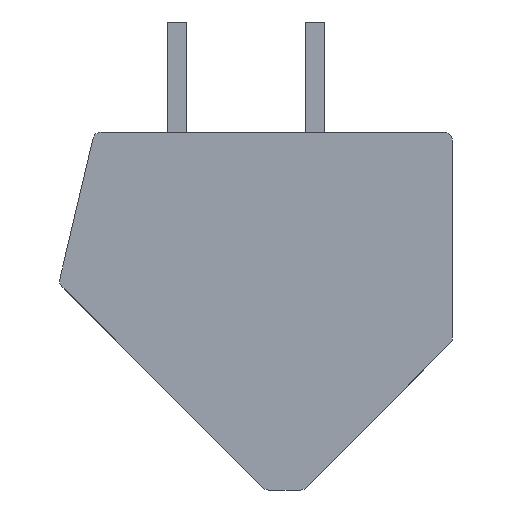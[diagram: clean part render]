
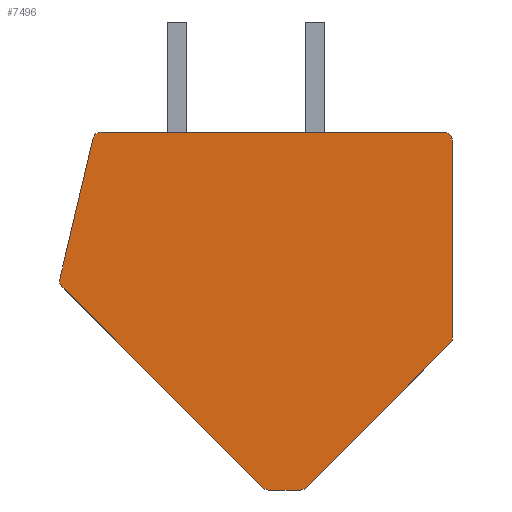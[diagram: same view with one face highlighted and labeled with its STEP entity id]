
A CAD part, front view. The second image highlights one B-rep face of the part: STEP entity #7496.
In plain terms, the highlighted planar face has unit normal (0, -1, 0).
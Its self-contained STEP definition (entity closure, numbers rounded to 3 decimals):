
#1383=CARTESIAN_POINT('',(1.626,-3.54,-6.2));
#1384=DIRECTION('',(0.,-1.,0.));
#1385=DIRECTION('',(0.,0.,-1.));
#1386=AXIS2_PLACEMENT_3D('',#1383,#1384,#1385);
#1388=DIRECTION('',(1.,0.,0.));
#1389=VECTOR('',#1388,1.151);
#1390=CARTESIAN_POINT('',(0.474,-3.54,-6.5));
#1391=LINE('',#1390,#1389);
#1392=CARTESIAN_POINT('',(0.474,-3.54,-6.2));
#1393=DIRECTION('',(0.,-1.,0.));
#1394=DIRECTION('',(-0.707,0.,-0.707));
#1395=AXIS2_PLACEMENT_3D('',#1392,#1393,#1394);
#1397=DIRECTION('',(0.707,0.,-0.707));
#1398=VECTOR('',#1397,10.315);
#1399=CARTESIAN_POINT('',(-7.032,-3.54,0.882));
#1400=LINE('',#1399,#1398);
#1401=CARTESIAN_POINT('',(-6.82,-3.54,1.094));
#1402=DIRECTION('',(0.,-1.,0.));
#1403=DIRECTION('',(-0.973,0.,0.23));
#1404=AXIS2_PLACEMENT_3D('',#1401,#1402,#1403);
#1406=DIRECTION('',(-0.23,0.,-0.973));
#1407=VECTOR('',#1406,5.247);
#1408=CARTESIAN_POINT('',(-5.905,-3.54,6.269));
#1409=LINE('',#1408,#1407);
#1410=CARTESIAN_POINT('',(-5.613,-3.54,6.2));
#1411=DIRECTION('',(0.,-1.,0.));
#1412=DIRECTION('',(0.,0.,1.));
#1413=AXIS2_PLACEMENT_3D('',#1410,#1411,#1412);
#1415=DIRECTION('',(-1.,0.,0.));
#1416=VECTOR('',#1415,12.463);
#1417=CARTESIAN_POINT('',(6.85,-3.54,6.5));
#1418=LINE('',#1417,#1416);
#1419=CARTESIAN_POINT('',(6.85,-3.54,6.2));
#1420=DIRECTION('',(0.,-1.,0.));
#1421=DIRECTION('',(1.,0.,0.));
#1422=AXIS2_PLACEMENT_3D('',#1419,#1420,#1421);
#1424=DIRECTION('',(0.,0.,1.));
#1425=VECTOR('',#1424,7.176);
#1426=CARTESIAN_POINT('',(7.15,-3.54,-0.976));
#1427=LINE('',#1426,#1425);
#1428=CARTESIAN_POINT('',(6.85,-3.54,-0.976));
#1429=DIRECTION('',(0.,-1.,0.));
#1430=DIRECTION('',(0.707,0.,-0.707));
#1431=AXIS2_PLACEMENT_3D('',#1428,#1429,#1430);
#1433=DIRECTION('',(0.707,0.,0.707));
#1434=VECTOR('',#1433,7.388);
#1435=CARTESIAN_POINT('',(1.838,-3.54,-6.412));
#1436=LINE('',#1435,#1434);
#4917=CARTESIAN_POINT('',(1.626,-3.54,-6.5));
#4918=CARTESIAN_POINT('',(1.838,-3.54,-6.412));
#4919=VERTEX_POINT('',#4917);
#4920=VERTEX_POINT('',#4918);
#4921=CARTESIAN_POINT('',(7.062,-3.54,-1.188));
#4922=VERTEX_POINT('',#4921);
#4923=CARTESIAN_POINT('',(7.15,-3.54,-0.976));
#4924=VERTEX_POINT('',#4923);
#4925=CARTESIAN_POINT('',(7.15,-3.54,6.2));
#4926=VERTEX_POINT('',#4925);
#4927=CARTESIAN_POINT('',(6.85,-3.54,6.5));
#4928=VERTEX_POINT('',#4927);
#4929=CARTESIAN_POINT('',(-5.613,-3.54,6.5));
#4930=VERTEX_POINT('',#4929);
#4931=CARTESIAN_POINT('',(-5.905,-3.54,6.269));
#4932=VERTEX_POINT('',#4931);
#4933=CARTESIAN_POINT('',(-7.112,-3.54,1.163));
#4934=VERTEX_POINT('',#4933);
#4935=CARTESIAN_POINT('',(-7.032,-3.54,0.882));
#4936=VERTEX_POINT('',#4935);
#4937=CARTESIAN_POINT('',(0.262,-3.54,-6.412));
#4938=VERTEX_POINT('',#4937);
#4939=CARTESIAN_POINT('',(0.474,-3.54,-6.5));
#4940=VERTEX_POINT('',#4939);
#7477=CARTESIAN_POINT('',(0.,-3.54,0.));
#7478=DIRECTION('',(0.,-1.,0.));
#7479=DIRECTION('',(-1.,0.,0.));
#7480=AXIS2_PLACEMENT_3D('',#7477,#7478,#7479);
#7481=PLANE('',#7480);
#7482=ORIENTED_EDGE('',*,*,#6516,.F.);
#7483=ORIENTED_EDGE('',*,*,#6531,.F.);
#7484=ORIENTED_EDGE('',*,*,#6545,.F.);
#7485=ORIENTED_EDGE('',*,*,#6559,.F.);
#7486=ORIENTED_EDGE('',*,*,#6893,.F.);
#7487=ORIENTED_EDGE('',*,*,#6907,.F.);
#7488=ORIENTED_EDGE('',*,*,#6921,.F.);
#7489=ORIENTED_EDGE('',*,*,#6935,.F.);
#7490=ORIENTED_EDGE('',*,*,#7269,.F.);
#7491=ORIENTED_EDGE('',*,*,#7283,.F.);
#7492=ORIENTED_EDGE('',*,*,#7297,.F.);
#7493=ORIENTED_EDGE('',*,*,#7310,.F.);
#7494=EDGE_LOOP('',(#7482,#7483,#7484,#7485,#7486,#7487,#7488,#7489,#7490,#7491,
#7492,#7493));
#7495=FACE_OUTER_BOUND('',#7494,.F.);
#7496=ADVANCED_FACE('',(#7495),#7481,.T.);
#1387=CIRCLE('',#1386,0.3);
#1396=CIRCLE('',#1395,0.3);
#1405=CIRCLE('',#1404,0.3);
#1414=CIRCLE('',#1413,0.3);
#1423=CIRCLE('',#1422,0.3);
#1432=CIRCLE('',#1431,0.3);
#6516=EDGE_CURVE('',#4919,#4920,#1387,.T.);
#6531=EDGE_CURVE('',#4940,#4919,#1391,.T.);
#6545=EDGE_CURVE('',#4938,#4940,#1396,.T.);
#6559=EDGE_CURVE('',#4936,#4938,#1400,.T.);
#6893=EDGE_CURVE('',#4934,#4936,#1405,.T.);
#6907=EDGE_CURVE('',#4932,#4934,#1409,.T.);
#6921=EDGE_CURVE('',#4930,#4932,#1414,.T.);
#6935=EDGE_CURVE('',#4928,#4930,#1418,.T.);
#7269=EDGE_CURVE('',#4926,#4928,#1423,.T.);
#7283=EDGE_CURVE('',#4924,#4926,#1427,.T.);
#7297=EDGE_CURVE('',#4922,#4924,#1432,.T.);
#7310=EDGE_CURVE('',#4920,#4922,#1436,.T.);
